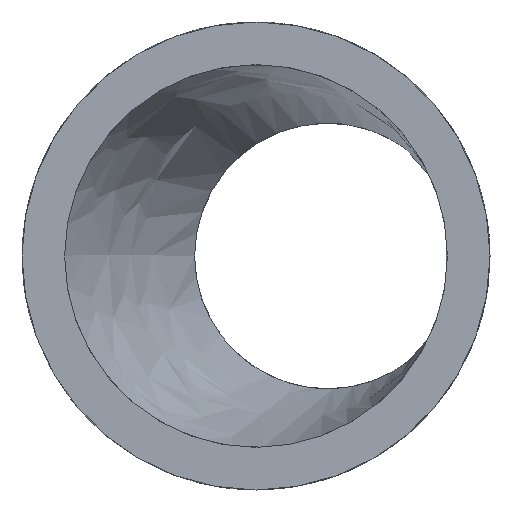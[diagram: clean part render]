
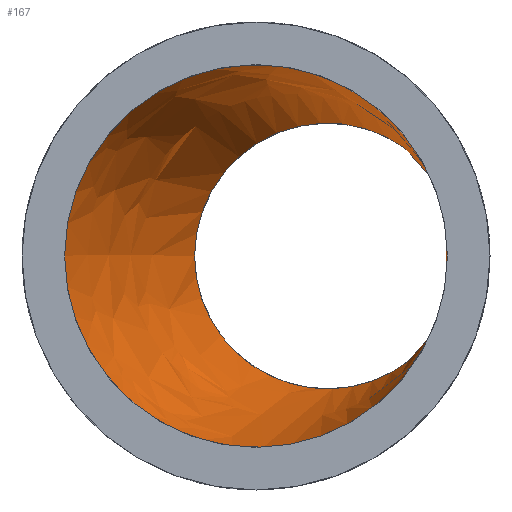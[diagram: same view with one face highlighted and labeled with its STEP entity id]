
A CAD part, left-side view. The second image highlights one B-rep face of the part: STEP entity #167.
In plain terms, the highlighted free-form (B-spline) face has degree [1, 2] with [2, 9] control points.
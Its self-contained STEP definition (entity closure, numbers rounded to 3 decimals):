
#31=CIRCLE('',#195,73.6);
#32=CIRCLE('',#196,73.6);
#33=CIRCLE('',#197,51.1);
#34=CIRCLE('',#198,51.1);
#35=CIRCLE('',#199,51.1);
#36=CIRCLE('',#200,51.1);
#37=CIRCLE('',#201,73.6);
#38=CIRCLE('',#202,73.6);
#43=(
BOUNDED_SURFACE()
B_SPLINE_SURFACE(1,2,((#940,#941,#942,#943,#944,#945,#946,#947,#948),(#949,
#950,#951,#952,#953,#954,#955,#956,#957)),.UNSPECIFIED.,.F.,.T.,.F.)
B_SPLINE_SURFACE_WITH_KNOTS((2,2),(3,2,2,2,3),(-0.217,1.878),
(-3.142,-1.571,0.,1.571,3.142),
 .UNSPECIFIED.)
GEOMETRIC_REPRESENTATION_ITEM()
RATIONAL_B_SPLINE_SURFACE(((1.,0.707,1.,0.707,1.,
0.707,1.,0.707,1.),(1.,0.707,1.,0.707,
1.,0.707,1.,0.707,1.)))
REPRESENTATION_ITEM('')
SURFACE()
);
#47=FACE_OUTER_BOUND('',#57,.T.);
#57=EDGE_LOOP('',(#121,#122,#123,#124,#125,#126,#127,#128,#129,#130));
#73=B_SPLINE_CURVE_WITH_KNOTS('',1,(#964,#965),.UNSPECIFIED.,.F.,.F.,(2,
2),(0.008,1.731),.UNSPECIFIED.);
#79=VERTEX_POINT('',#958);
#80=VERTEX_POINT('',#959);
#81=VERTEX_POINT('',#961);
#82=VERTEX_POINT('',#963);
#83=VERTEX_POINT('',#966);
#84=VERTEX_POINT('',#968);
#85=VERTEX_POINT('',#970);
#86=VERTEX_POINT('',#973);
#97=EDGE_CURVE('',#79,#80,#31,.T.);
#98=EDGE_CURVE('',#80,#81,#32,.T.);
#99=EDGE_CURVE('',#81,#82,#73,.T.);
#100=EDGE_CURVE('',#82,#83,#33,.T.);
#101=EDGE_CURVE('',#83,#84,#34,.T.);
#102=EDGE_CURVE('',#84,#85,#35,.T.);
#103=EDGE_CURVE('',#85,#82,#36,.T.);
#104=EDGE_CURVE('',#81,#86,#37,.T.);
#105=EDGE_CURVE('',#86,#79,#38,.T.);
#121=ORIENTED_EDGE('',*,*,#97,.T.);
#122=ORIENTED_EDGE('',*,*,#98,.T.);
#123=ORIENTED_EDGE('',*,*,#99,.T.);
#124=ORIENTED_EDGE('',*,*,#100,.T.);
#125=ORIENTED_EDGE('',*,*,#101,.T.);
#126=ORIENTED_EDGE('',*,*,#102,.T.);
#127=ORIENTED_EDGE('',*,*,#103,.T.);
#128=ORIENTED_EDGE('',*,*,#99,.F.);
#129=ORIENTED_EDGE('',*,*,#104,.T.);
#130=ORIENTED_EDGE('',*,*,#105,.T.);
#167=ADVANCED_FACE('',(#47),#43,.T.);
#195=AXIS2_PLACEMENT_3D('',#960,#215,#216);
#196=AXIS2_PLACEMENT_3D('',#962,#217,#218);
#197=AXIS2_PLACEMENT_3D('',#967,#219,#220);
#198=AXIS2_PLACEMENT_3D('',#969,#221,#222);
#199=AXIS2_PLACEMENT_3D('',#971,#223,#224);
#200=AXIS2_PLACEMENT_3D('',#972,#225,#226);
#201=AXIS2_PLACEMENT_3D('',#974,#227,#228);
#202=AXIS2_PLACEMENT_3D('',#975,#229,#230);
#215=DIRECTION('center_axis',(-1.,0.,0.));
#216=DIRECTION('ref_axis',(0.,-1.,0.));
#217=DIRECTION('center_axis',(-1.,0.,0.));
#218=DIRECTION('ref_axis',(0.,-1.,0.));
#219=DIRECTION('center_axis',(1.,0.,0.));
#220=DIRECTION('ref_axis',(0.,-1.,0.));
#221=DIRECTION('center_axis',(1.,0.,0.));
#222=DIRECTION('ref_axis',(0.,-1.,0.));
#223=DIRECTION('center_axis',(1.,0.,0.));
#224=DIRECTION('ref_axis',(0.,-1.,0.));
#225=DIRECTION('center_axis',(1.,0.,0.));
#226=DIRECTION('ref_axis',(0.,-1.,0.));
#227=DIRECTION('center_axis',(-1.,0.,0.));
#228=DIRECTION('ref_axis',(0.,-1.,0.));
#229=DIRECTION('center_axis',(-1.,0.,0.));
#230=DIRECTION('ref_axis',(0.,-1.,0.));
#940=CARTESIAN_POINT('Ctrl Pts',(114.073,28.153,-76.481));
#941=CARTESIAN_POINT('Ctrl Pts',(130.,101.1,-76.481));
#942=CARTESIAN_POINT('Ctrl Pts',(130.,101.1,0.));
#943=CARTESIAN_POINT('Ctrl Pts',(130.,101.1,76.481));
#944=CARTESIAN_POINT('Ctrl Pts',(114.073,28.153,76.481));
#945=CARTESIAN_POINT('Ctrl Pts',(98.147,-44.795,76.481));
#946=CARTESIAN_POINT('Ctrl Pts',(98.147,-44.795,0.));
#947=CARTESIAN_POINT('Ctrl Pts',(98.147,-44.795,-76.481));
#948=CARTESIAN_POINT('Ctrl Pts',(114.073,28.153,-76.481));
#949=CARTESIAN_POINT('Ctrl Pts',(262.444,-4.241,-49.138));
#950=CARTESIAN_POINT('Ctrl Pts',(272.677,42.626,-49.138));
#951=CARTESIAN_POINT('Ctrl Pts',(272.677,42.626,0.));
#952=CARTESIAN_POINT('Ctrl Pts',(272.677,42.626,49.138));
#953=CARTESIAN_POINT('Ctrl Pts',(262.444,-4.241,49.138));
#954=CARTESIAN_POINT('Ctrl Pts',(252.212,-51.109,49.138));
#955=CARTESIAN_POINT('Ctrl Pts',(252.212,-51.109,0.));
#956=CARTESIAN_POINT('Ctrl Pts',(252.212,-51.109,-49.138));
#957=CARTESIAN_POINT('Ctrl Pts',(262.444,-4.241,-49.138));
#958=CARTESIAN_POINT('',(130.,-32.718,42.317));
#959=CARTESIAN_POINT('',(130.,101.1,0.));
#960=CARTESIAN_POINT('Origin',(130.,27.5,0.));
#961=CARTESIAN_POINT('',(130.,24.675,-73.546));
#962=CARTESIAN_POINT('Origin',(130.,27.5,0.));
#963=CARTESIAN_POINT('',(252.,-1.961,-51.062));
#964=CARTESIAN_POINT('Ctrl Pts',(130.,24.675,-73.546));
#965=CARTESIAN_POINT('Ctrl Pts',(252.,-1.961,-51.062));
#966=CARTESIAN_POINT('',(252.,51.1,0.));
#967=CARTESIAN_POINT('Origin',(252.,0.,0.));
#968=CARTESIAN_POINT('',(252.,-41.809,29.38));
#969=CARTESIAN_POINT('Origin',(252.,0.,0.));
#970=CARTESIAN_POINT('',(252.,-41.809,-29.38));
#971=CARTESIAN_POINT('Origin',(252.,0.,0.));
#972=CARTESIAN_POINT('Origin',(252.,0.,0.));
#973=CARTESIAN_POINT('',(130.,-32.718,-42.317));
#974=CARTESIAN_POINT('Origin',(130.,27.5,0.));
#975=CARTESIAN_POINT('Origin',(130.,27.5,0.));
